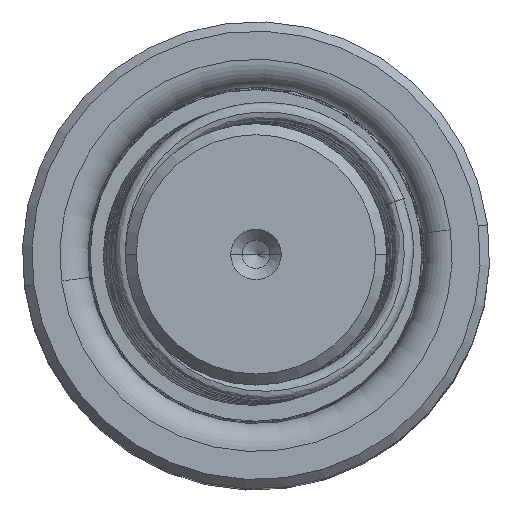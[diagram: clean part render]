
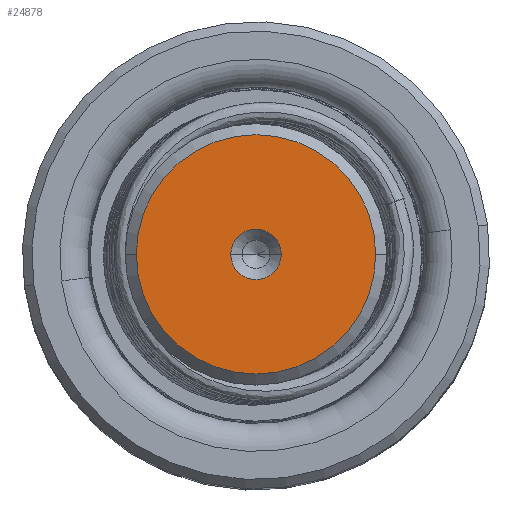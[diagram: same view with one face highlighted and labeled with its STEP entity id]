
A CAD part, top view. The second image highlights one B-rep face of the part: STEP entity #24878.
In plain terms, the highlighted planar face has unit normal (0, 0, 1).
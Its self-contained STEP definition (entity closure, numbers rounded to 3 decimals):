
#1018 = CARTESIAN_POINT ( 'NONE',  ( -2.7, 0., 140. ) ) ;
#2832 = DIRECTION ( 'NONE',  ( 1., 0., 0. ) ) ;
#5279 = VERTEX_POINT ( 'NONE', #18308 ) ;
#5710 = FACE_BOUND ( 'NONE', #6308, .T. ) ;
#5942 = DIRECTION ( 'NONE',  ( 1., 0., 0. ) ) ;
#6308 = EDGE_LOOP ( 'NONE', ( #19923, #31570 ) ) ;
#6881 = AXIS2_PLACEMENT_3D ( 'NONE', #39052, #30371, #11249 ) ;
#6920 = CIRCLE ( 'NONE', #29882, 12.812 ) ;
#9815 = EDGE_CURVE ( 'NONE', #12510, #5279, #11854, .T. ) ;
#11249 = DIRECTION ( 'NONE',  ( 1., 0., 0. ) ) ;
#11854 = CIRCLE ( 'NONE', #59535, 2.7 ) ;
#12510 = VERTEX_POINT ( 'NONE', #1018 ) ;
#14229 = PLANE ( 'NONE',  #55935 ) ;
#17687 = DIRECTION ( 'NONE',  ( 0., 0., 1. ) ) ;
#18308 = CARTESIAN_POINT ( 'NONE',  ( 2.7, 0., 140. ) ) ;
#18665 = CARTESIAN_POINT ( 'NONE',  ( 12.812, 0., 140. ) ) ;
#19923 = ORIENTED_EDGE ( 'NONE', *, *, #54833, .F. ) ;
#20120 = DIRECTION ( 'NONE',  ( 1., 0., 0. ) ) ;
#24878 = ADVANCED_FACE ( 'NONE', ( #5710, #38839 ), #14229, .T. ) ;
#25552 = CARTESIAN_POINT ( 'NONE',  ( -12.812, 0., 140. ) ) ;
#26957 = DIRECTION ( 'NONE',  ( 1., 0., 0. ) ) ;
#29882 = AXIS2_PLACEMENT_3D ( 'NONE', #45259, #17687, #26957 ) ;
#30371 = DIRECTION ( 'NONE',  ( 0., 0., 1. ) ) ;
#30897 = ORIENTED_EDGE ( 'NONE', *, *, #44916, .T. ) ;
#31428 = EDGE_LOOP ( 'NONE', ( #42495, #30897 ) ) ;
#31570 = ORIENTED_EDGE ( 'NONE', *, *, #9815, .F. ) ;
#34645 = DIRECTION ( 'NONE',  ( 0., 0., 1. ) ) ;
#37989 = DIRECTION ( 'NONE',  ( 0., 0., 1. ) ) ;
#38461 = DIRECTION ( 'NONE',  ( 0., 0., 1. ) ) ;
#38550 = EDGE_CURVE ( 'NONE', #51826, #48018, #49844, .T. ) ;
#38643 = AXIS2_PLACEMENT_3D ( 'NONE', #38662, #38461, #20120 ) ;
#38662 = CARTESIAN_POINT ( 'NONE',  ( 0., 0., 140. ) ) ;
#38839 = FACE_OUTER_BOUND ( 'NONE', #31428, .T. ) ;
#39052 = CARTESIAN_POINT ( 'NONE',  ( 0., 0., 140. ) ) ;
#42495 = ORIENTED_EDGE ( 'NONE', *, *, #38550, .T. ) ;
#44916 = EDGE_CURVE ( 'NONE', #48018, #51826, #6920, .T. ) ;
#45259 = CARTESIAN_POINT ( 'NONE',  ( 0., 0., 140. ) ) ;
#48018 = VERTEX_POINT ( 'NONE', #18665 ) ;
#48517 = CARTESIAN_POINT ( 'NONE',  ( 0., 0., 140. ) ) ;
#49844 = CIRCLE ( 'NONE', #38643, 12.812 ) ;
#51826 = VERTEX_POINT ( 'NONE', #25552 ) ;
#54833 = EDGE_CURVE ( 'NONE', #5279, #12510, #59121, .T. ) ;
#55935 = AXIS2_PLACEMENT_3D ( 'NONE', #56887, #37989, #5942 ) ;
#56887 = CARTESIAN_POINT ( 'NONE',  ( 0., 0., 140. ) ) ;
#59121 = CIRCLE ( 'NONE', #6881, 2.7 ) ;
#59535 = AXIS2_PLACEMENT_3D ( 'NONE', #48517, #34645, #2832 ) ;
